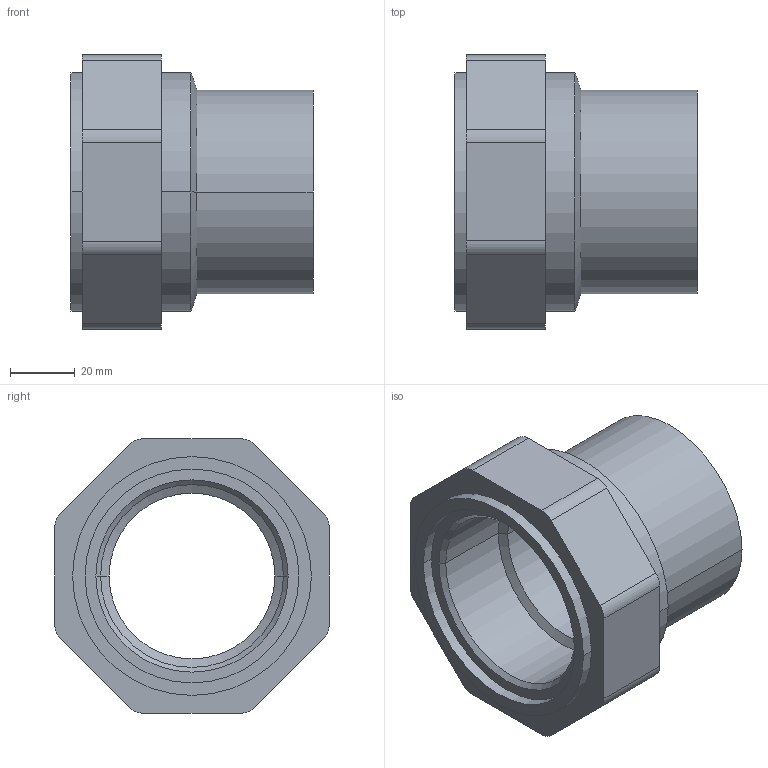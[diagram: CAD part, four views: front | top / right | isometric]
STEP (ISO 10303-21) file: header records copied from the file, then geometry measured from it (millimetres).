
FILE_DESCRIPTION( ( '' ), '1' );
FILE_NAME( '581153020.stp', '2012-12-28T16:18:07', ( '' ), ( '' ), ' ', ' ', ' ' );
FILE_SCHEMA( ( 'CONFIG_CONTROL_DESIGN' ) );
Length unit declared in the file: millimetre
Products named in the file (1): 1
Bounding box: 75 x 85 x 85 mm (x, y, z)
Volume: 148068.5 mm3; surface area: 37147 mm2
Topology: 1 solids, 1 shells, 39 faces, 92 edges, 58 vertices
Faces by surface type: cylinder 20, plane 13, cone 6
Entity records: 1176 total; most frequent: DIRECTION 214, CARTESIAN_POINT 190, ORIENTED_EDGE 184, EDGE_CURVE 92, AXIS2_PLACEMENT_3D 82, VERTEX_POINT 58, LINE 50, VECTOR 50
